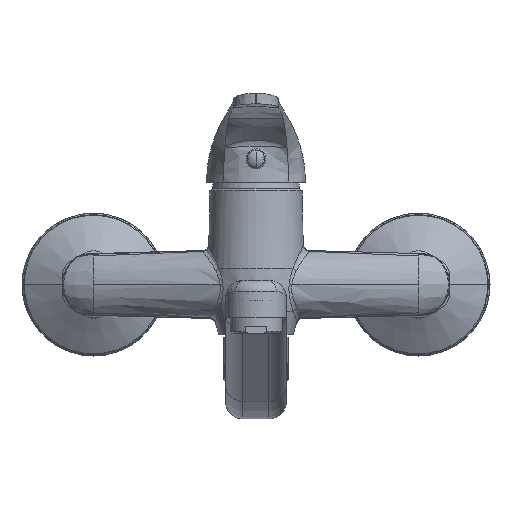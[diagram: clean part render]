
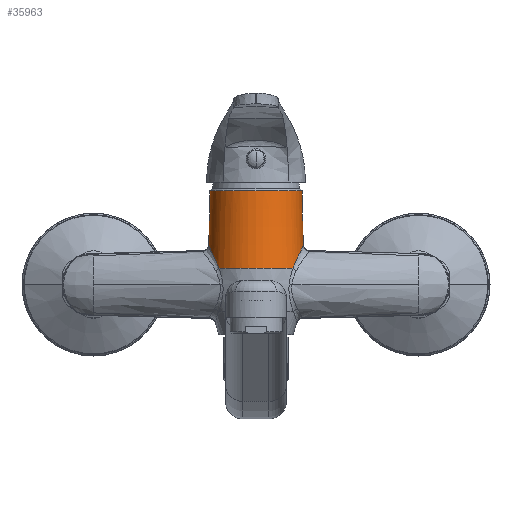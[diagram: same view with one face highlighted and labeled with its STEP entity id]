
A CAD part, top view. The second image highlights one B-rep face of the part: STEP entity #35963.
In plain terms, the highlighted toroidal (fillet/blend) face has major radius 696.895 mm and minor radius 675.64 mm.
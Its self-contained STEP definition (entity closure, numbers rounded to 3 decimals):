
#7209=CARTESIAN_POINT('',(21.852,41.628,
0.));
#7244=CARTESIAN_POINT('',(0.,66.505,0.));
#7245=DIRECTION('',(0.,1.,0.));
#7246=DIRECTION('',(-1.,0.,0.));
#7247=AXIS2_PLACEMENT_3D('',#7244,#7245,#7246);
#7249=CARTESIAN_POINT('',(696.895,70.012,0.));
#7250=DIRECTION('',(0.,0.,-1.));
#7251=DIRECTION('',(-0.999,-0.042,0.));
#7252=AXIS2_PLACEMENT_3D('',#7249,#7250,#7251);
#7254=CARTESIAN_POINT('',(21.825,41.384,1.266));
#7255=CARTESIAN_POINT('',(21.832,41.412,1.125));
#7256=CARTESIAN_POINT('',(21.844,41.467,0.844));
#7257=CARTESIAN_POINT('',(21.852,41.548,0.422));
#7258=CARTESIAN_POINT('',(21.853,41.602,0.14));
#7259=CARTESIAN_POINT('',(21.852,41.628,
0.));
#7261=CARTESIAN_POINT('',(17.095,30.7,14.475));
#7262=CARTESIAN_POINT('',(17.455,31.779,13.952));
#7263=CARTESIAN_POINT('',(18.285,33.846,12.732));
#7264=CARTESIAN_POINT('',(19.812,37.016,9.885));
#7265=CARTESIAN_POINT('',(20.898,39.194,6.965));
#7266=CARTESIAN_POINT('',(21.584,40.67,4.032));
#7267=CARTESIAN_POINT('',(21.781,41.208,2.169));
#7268=CARTESIAN_POINT('',(21.825,41.384,1.266));
#7270=CARTESIAN_POINT('',(17.095,30.7,14.475));
#7271=CARTESIAN_POINT('',(16.164,30.812,15.564));
#7272=CARTESIAN_POINT('',(14.093,30.648,17.595));
#7273=CARTESIAN_POINT('',(10.457,30.714,19.966));
#7274=CARTESIAN_POINT('',(6.434,30.696,21.602));
#7275=CARTESIAN_POINT('',(2.171,30.701,22.435));
#7276=CARTESIAN_POINT('',(-2.171,30.701,22.435));
#7277=CARTESIAN_POINT('',(-6.434,30.696,21.602));
#7278=CARTESIAN_POINT('',(-10.457,30.714,19.966));
#7279=CARTESIAN_POINT('',(-14.093,30.648,17.595));
#7280=CARTESIAN_POINT('',(-16.164,30.812,15.564));
#7281=CARTESIAN_POINT('',(-17.095,30.7,14.475));
#7283=CARTESIAN_POINT('',(-21.825,41.384,1.266));
#7284=CARTESIAN_POINT('',(-21.781,41.208,2.168));
#7285=CARTESIAN_POINT('',(-21.585,40.671,4.031));
#7286=CARTESIAN_POINT('',(-20.898,39.193,6.965));
#7287=CARTESIAN_POINT('',(-19.81,37.013,9.889));
#7288=CARTESIAN_POINT('',(-18.281,33.838,12.738));
#7289=CARTESIAN_POINT('',(-17.454,31.775,13.954));
#7290=CARTESIAN_POINT('',(-17.095,30.7,14.475));
#7292=CARTESIAN_POINT('',(-21.852,41.628,
0.));
#7293=CARTESIAN_POINT('',(-21.853,41.602,
0.14));
#7294=CARTESIAN_POINT('',(-21.852,41.548,
0.422));
#7295=CARTESIAN_POINT('',(-21.844,41.467,
0.844));
#7296=CARTESIAN_POINT('',(-21.832,41.412,1.125));
#7297=CARTESIAN_POINT('',(-21.825,41.384,1.266));
#7299=CARTESIAN_POINT('',(-696.895,70.012,
0.));
#7300=DIRECTION('',(0.,0.,1.));
#7301=DIRECTION('',(0.999,-0.042,0.));
#7302=AXIS2_PLACEMENT_3D('',#7299,#7300,#7301);
#8664=CARTESIAN_POINT('',(-17.095,30.7,14.475));
#8676=CARTESIAN_POINT('',(17.095,30.7,14.475));
#19573=VERTEX_POINT('',#8676);
#19575=VERTEX_POINT('',#7268);
#19578=VERTEX_POINT('',#7209);
#19598=VERTEX_POINT('',#8664);
#19600=VERTEX_POINT('',#7283);
#19602=CARTESIAN_POINT('',(-21.852,41.628,
0.));
#19604=VERTEX_POINT('',#19602);
#19724=CARTESIAN_POINT('',(21.264,66.505,
0.));
#19725=CARTESIAN_POINT('',(-21.264,66.505,
0.));
#19726=VERTEX_POINT('',#19724);
#19727=VERTEX_POINT('',#19725);
#35943=CARTESIAN_POINT('',(0.,70.012,0.));
#35944=DIRECTION('',(0.,1.,0.));
#35945=DIRECTION('',(1.,0.,0.));
#35946=AXIS2_PLACEMENT_3D('',#35943,#35944,#35945);
#35947=TOROIDAL_SURFACE('',#35946,696.895,675.64);
#35948=ORIENTED_EDGE('',*,*,#35930,.T.);
#35949=ORIENTED_EDGE('',*,*,#35865,.F.);
#35951=ORIENTED_EDGE('',*,*,#35950,.F.);
#35953=ORIENTED_EDGE('',*,*,#35952,.F.);
#35955=ORIENTED_EDGE('',*,*,#35954,.T.);
#35957=ORIENTED_EDGE('',*,*,#35956,.F.);
#35959=ORIENTED_EDGE('',*,*,#35958,.F.);
#35960=ORIENTED_EDGE('',*,*,#35845,.T.);
#35961=EDGE_LOOP('',(#35948,#35949,#35951,#35953,#35955,#35957,#35959,#35960));
#35962=FACE_OUTER_BOUND('',#35961,.F.);
#35963=ADVANCED_FACE('',(#35962),#35947,.F.);
#7248=CIRCLE('',#7247,21.264);
#7253=CIRCLE('',#7252,675.64);
#7260=B_SPLINE_CURVE_WITH_KNOTS('',3,(#7254,#7255,#7256,#7257,#7258,#7259),
.UNSPECIFIED.,.F.,.F.,(4,1,1,4),(0.,0.333,0.667,1.),
.UNSPECIFIED.);
#7269=B_SPLINE_CURVE_WITH_KNOTS('',3,(#7261,#7262,#7263,#7264,#7265,#7266,#7267,
#7268),.UNSPECIFIED.,.F.,.F.,(4,1,1,1,1,4),(0.,0.2,0.4,0.6,0.8,1.),
.UNSPECIFIED.);
#7282=B_SPLINE_CURVE_WITH_KNOTS('',3,(#7270,#7271,#7272,#7273,#7274,#7275,#7276,
#7277,#7278,#7279,#7280,#7281),.UNSPECIFIED.,.F.,.F.,(4,1,1,1,1,1,1,1,1,4),
(0.,0.111,0.222,0.333,0.444,
0.556,0.667,0.778,0.889,1.),
.UNSPECIFIED.);
#7291=B_SPLINE_CURVE_WITH_KNOTS('',3,(#7283,#7284,#7285,#7286,#7287,#7288,#7289,
#7290),.UNSPECIFIED.,.F.,.F.,(4,1,1,1,1,4),(0.,0.2,0.4,0.6,0.8,1.),
.UNSPECIFIED.);
#7298=B_SPLINE_CURVE_WITH_KNOTS('',3,(#7292,#7293,#7294,#7295,#7296,#7297),
.UNSPECIFIED.,.F.,.F.,(4,1,1,4),(0.,0.333,0.667,1.),
.UNSPECIFIED.);
#7303=CIRCLE('',#7302,675.64);
#35845=EDGE_CURVE('',#19604,#19727,#7303,.T.);
#35865=EDGE_CURVE('',#19578,#19726,#7253,.T.);
#35930=EDGE_CURVE('',#19727,#19726,#7248,.T.);
#35950=EDGE_CURVE('',#19575,#19578,#7260,.T.);
#35952=EDGE_CURVE('',#19573,#19575,#7269,.T.);
#35954=EDGE_CURVE('',#19573,#19598,#7282,.T.);
#35956=EDGE_CURVE('',#19600,#19598,#7291,.T.);
#35958=EDGE_CURVE('',#19604,#19600,#7298,.T.);
